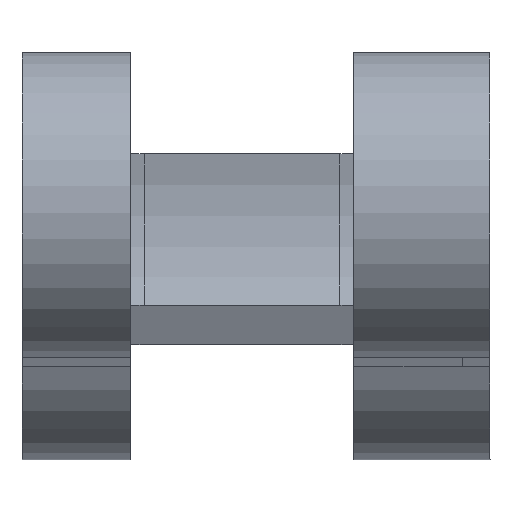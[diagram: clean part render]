
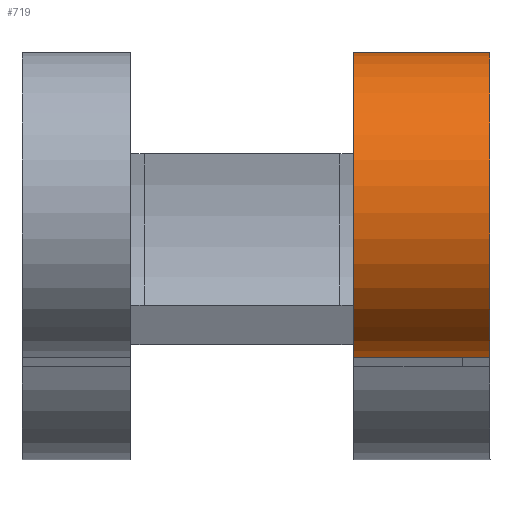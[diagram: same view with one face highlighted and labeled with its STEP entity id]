
A CAD part, left-side view. The second image highlights one B-rep face of the part: STEP entity #719.
In plain terms, the highlighted cylindrical face has radius 5.5 mm (diameter 11 mm), a partial arc.
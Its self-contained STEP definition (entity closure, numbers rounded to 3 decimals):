
#69=FACE_OUTER_BOUND('',#109,.T.);
#109=EDGE_LOOP('',(#573,#574,#575,#576,#577,#578));
#152=LINE('',#1049,#230);
#184=LINE('',#1137,#262);
#185=LINE('',#1141,#263);
#186=LINE('',#1142,#264);
#230=VECTOR('',#848,11.);
#262=VECTOR('',#926,10.);
#263=VECTOR('',#929,10.);
#264=VECTOR('',#930,11.);
#303=CIRCLE('',#780,5.5);
#304=CIRCLE('',#785,5.5);
#326=VERTEX_POINT('',#1046);
#327=VERTEX_POINT('',#1048);
#349=VERTEX_POINT('',#1106);
#360=VERTEX_POINT('',#1136);
#361=VERTEX_POINT('',#1138);
#362=VERTEX_POINT('',#1140);
#401=EDGE_CURVE('',#327,#326,#152,.T.);
#430=EDGE_CURVE('',#349,#327,#303,.T.);
#445=EDGE_CURVE('',#326,#360,#184,.T.);
#446=EDGE_CURVE('',#361,#360,#304,.T.);
#447=EDGE_CURVE('',#362,#361,#185,.T.);
#448=EDGE_CURVE('',#362,#349,#186,.T.);
#573=ORIENTED_EDGE('',*,*,#430,.T.);
#574=ORIENTED_EDGE('',*,*,#401,.T.);
#575=ORIENTED_EDGE('',*,*,#445,.T.);
#576=ORIENTED_EDGE('',*,*,#446,.F.);
#577=ORIENTED_EDGE('',*,*,#447,.F.);
#578=ORIENTED_EDGE('',*,*,#448,.T.);
#696=CYLINDRICAL_SURFACE('',#784,5.5);
#719=ADVANCED_FACE('',(#69),#696,.T.);
#780=AXIS2_PLACEMENT_3D('',#1107,#902,#903);
#784=AXIS2_PLACEMENT_3D('',#1135,#924,#925);
#785=AXIS2_PLACEMENT_3D('',#1139,#927,#928);
#848=DIRECTION('',(0.,-1.,0.));
#902=DIRECTION('center_axis',(0.,-1.,0.));
#903=DIRECTION('ref_axis',(0.011,0.,1.));
#924=DIRECTION('center_axis',(0.,1.,0.));
#925=DIRECTION('ref_axis',(-0.992,0.,0.123));
#926=DIRECTION('',(0.,-1.,0.));
#927=DIRECTION('center_axis',(0.,-1.,0.));
#928=DIRECTION('ref_axis',(0.011,0.,1.));
#929=DIRECTION('',(0.,-1.,0.));
#930=DIRECTION('',(0.,1.,0.));
#1046=CARTESIAN_POINT('',(-126.353,186.795,24.501));
#1048=CARTESIAN_POINT('',(-126.353,190.695,24.501));
#1049=CARTESIAN_POINT('',(-126.353,190.095,24.501));
#1106=CARTESIAN_POINT('',(-125.675,190.695,29.959));
#1107=CARTESIAN_POINT('Origin',(-130.741,190.695,27.817));
#1135=CARTESIAN_POINT('Origin',(-130.741,188.995,27.817));
#1136=CARTESIAN_POINT('',(-126.353,185.795,24.501));
#1137=CARTESIAN_POINT('',(-126.353,186.795,24.501));
#1138=CARTESIAN_POINT('',(-125.675,185.795,29.959));
#1139=CARTESIAN_POINT('Origin',(-130.741,185.795,27.817));
#1140=CARTESIAN_POINT('',(-125.675,186.795,29.959));
#1141=CARTESIAN_POINT('',(-125.675,186.795,29.959));
#1142=CARTESIAN_POINT('',(-125.675,190.095,29.959));
